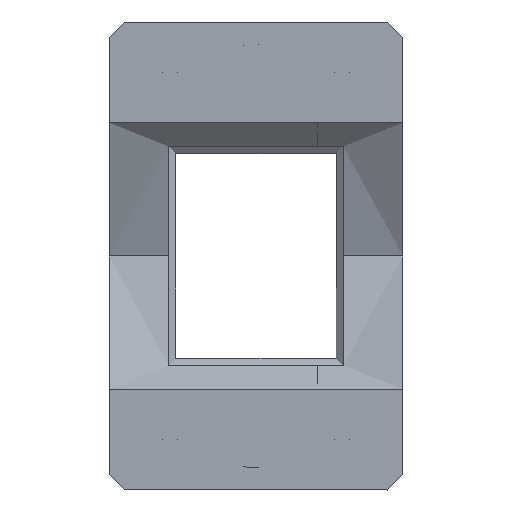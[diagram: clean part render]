
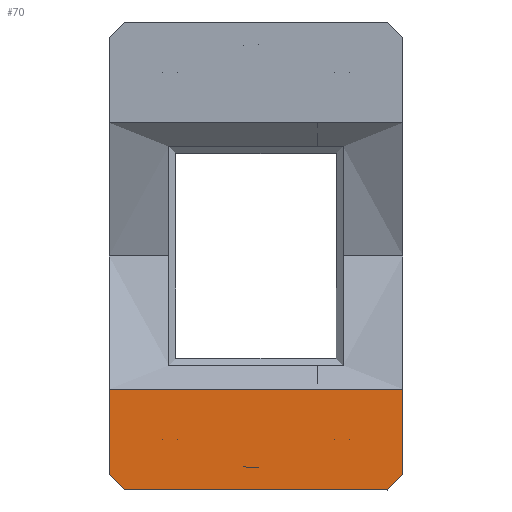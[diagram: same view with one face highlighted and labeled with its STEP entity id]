
A CAD part, top view. The second image highlights one B-rep face of the part: STEP entity #70.
In plain terms, the highlighted planar face has unit normal (0, 0, 1).
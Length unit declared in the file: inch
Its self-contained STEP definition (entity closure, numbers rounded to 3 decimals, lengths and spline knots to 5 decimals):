
#20=FACE_BOUND('',#181,.T.);
#21=FACE_BOUND('',#182,.T.);
#22=FACE_BOUND('',#183,.T.);
#70=ADVANCED_FACE('',(#122,#20,#21,#22),#940,.T.);
#122=FACE_OUTER_BOUND('',#180,.T.);
#180=EDGE_LOOP('',(#394,#395,#396,#397,#398,#399));
#181=EDGE_LOOP('',(#400,#401));
#182=EDGE_LOOP('',(#402,#403));
#183=EDGE_LOOP('',(#404,#405));
#394=ORIENTED_EDGE('',*,*,#550,.F.);
#395=ORIENTED_EDGE('',*,*,#548,.F.);
#396=ORIENTED_EDGE('',*,*,#626,.F.);
#397=ORIENTED_EDGE('',*,*,#545,.T.);
#398=ORIENTED_EDGE('',*,*,#547,.F.);
#399=ORIENTED_EDGE('',*,*,#542,.T.);
#400=ORIENTED_EDGE('',*,*,#519,.T.);
#401=ORIENTED_EDGE('',*,*,#632,.T.);
#402=ORIENTED_EDGE('',*,*,#522,.T.);
#403=ORIENTED_EDGE('',*,*,#635,.T.);
#404=ORIENTED_EDGE('',*,*,#629,.F.);
#405=ORIENTED_EDGE('',*,*,#516,.F.);
#516=EDGE_CURVE('',#807,#882,#646,.T.);
#519=EDGE_CURVE('',#808,#884,#649,.T.);
#522=EDGE_CURVE('',#810,#886,#652,.T.);
#542=EDGE_CURVE('',#828,#829,#733,.T.);
#545=EDGE_CURVE('',#830,#831,#736,.T.);
#547=EDGE_CURVE('',#828,#831,#667,.T.);
#548=EDGE_CURVE('',#832,#833,#738,.T.);
#550=EDGE_CURVE('',#833,#829,#668,.T.);
#626=EDGE_CURVE('',#830,#832,#792,.T.);
#629=EDGE_CURVE('',#882,#807,#693,.T.);
#632=EDGE_CURVE('',#884,#808,#696,.T.);
#635=EDGE_CURVE('',#886,#810,#699,.T.);
#646=(
BOUNDED_CURVE()
B_SPLINE_CURVE(2,(#1335,#1336,#1337,#1338,#1339),.UNSPECIFIED.,.F.,.F.)
B_SPLINE_CURVE_WITH_KNOTS((3,2,3),(-0.7854,-0.58905,
-0.3927),.UNSPECIFIED.)
CURVE()
GEOMETRIC_REPRESENTATION_ITEM()
RATIONAL_B_SPLINE_CURVE((1.,0.707,1.,0.707,1.))
REPRESENTATION_ITEM('')
);
#649=(
BOUNDED_CURVE()
B_SPLINE_CURVE(2,(#1347,#1348,#1349,#1350,#1351),.UNSPECIFIED.,.F.,.F.)
B_SPLINE_CURVE_WITH_KNOTS((3,2,3),(-0.7854,-0.58905,
-0.3927),.UNSPECIFIED.)
CURVE()
GEOMETRIC_REPRESENTATION_ITEM()
RATIONAL_B_SPLINE_CURVE((1.,0.707,1.,0.707,1.))
REPRESENTATION_ITEM('')
);
#652=(
BOUNDED_CURVE()
B_SPLINE_CURVE(2,(#1359,#1360,#1361,#1362,#1363),.UNSPECIFIED.,.F.,.F.)
B_SPLINE_CURVE_WITH_KNOTS((3,2,3),(0.,0.19635,0.3927),
 .UNSPECIFIED.)
CURVE()
GEOMETRIC_REPRESENTATION_ITEM()
RATIONAL_B_SPLINE_CURVE((1.,0.707,1.,0.707,1.))
REPRESENTATION_ITEM('')
);
#667=(
BOUNDED_CURVE()
B_SPLINE_CURVE(2,(#1433,#1434,#1435),.UNSPECIFIED.,.F.,.F.)
B_SPLINE_CURVE_WITH_KNOTS((3,3),(-0.3927,0.),.UNSPECIFIED.)
CURVE()
GEOMETRIC_REPRESENTATION_ITEM()
RATIONAL_B_SPLINE_CURVE((1.,0.707,1.))
REPRESENTATION_ITEM('')
);
#668=(
BOUNDED_CURVE()
B_SPLINE_CURVE(2,(#1440,#1441,#1442),.UNSPECIFIED.,.F.,.F.)
B_SPLINE_CURVE_WITH_KNOTS((3,3),(0.,0.3927),.UNSPECIFIED.)
CURVE()
GEOMETRIC_REPRESENTATION_ITEM()
RATIONAL_B_SPLINE_CURVE((1.,0.707,1.))
REPRESENTATION_ITEM('')
);
#693=(
BOUNDED_CURVE()
B_SPLINE_CURVE(2,(#1627,#1628,#1629,#1630,#1631),.UNSPECIFIED.,.F.,.F.)
B_SPLINE_CURVE_WITH_KNOTS((3,2,3),(-0.3927,-0.19635,
0.),.UNSPECIFIED.)
CURVE()
GEOMETRIC_REPRESENTATION_ITEM()
RATIONAL_B_SPLINE_CURVE((1.,0.707,1.,0.707,1.))
REPRESENTATION_ITEM('')
);
#696=(
BOUNDED_CURVE()
B_SPLINE_CURVE(2,(#1639,#1640,#1641,#1642,#1643),.UNSPECIFIED.,.F.,.F.)
B_SPLINE_CURVE_WITH_KNOTS((3,2,3),(-0.3927,-0.19635,
0.),.UNSPECIFIED.)
CURVE()
GEOMETRIC_REPRESENTATION_ITEM()
RATIONAL_B_SPLINE_CURVE((1.,0.707,1.,0.707,1.))
REPRESENTATION_ITEM('')
);
#699=(
BOUNDED_CURVE()
B_SPLINE_CURVE(2,(#1651,#1652,#1653,#1654,#1655),.UNSPECIFIED.,.F.,.F.)
B_SPLINE_CURVE_WITH_KNOTS((3,2,3),(0.3927,0.58905,
0.7854),.UNSPECIFIED.)
CURVE()
GEOMETRIC_REPRESENTATION_ITEM()
RATIONAL_B_SPLINE_CURVE((1.,0.707,1.,0.707,1.))
REPRESENTATION_ITEM('')
);
#733=B_SPLINE_CURVE_WITH_KNOTS('',1,(#1423,#1424),.UNSPECIFIED.,.F.,.F.,
(2,2),(-5.09615,-0.75),.UNSPECIFIED.);
#736=B_SPLINE_CURVE_WITH_KNOTS('',1,(#1429,#1430),.UNSPECIFIED.,.F.,.F.,
(2,2),(0.,0.77449),.UNSPECIFIED.);
#738=B_SPLINE_CURVE_WITH_KNOTS('',1,(#1436,#1437),.UNSPECIFIED.,.F.,.F.,
(2,2),(0.,0.77449),.UNSPECIFIED.);
#792=B_SPLINE_CURVE_WITH_KNOTS('',1,(#1621,#1622),.UNSPECIFIED.,.F.,.F.,
(2,2),(0.,4.84615),.UNSPECIFIED.);
#807=VERTEX_POINT('',#1212);
#808=VERTEX_POINT('',#1213);
#810=VERTEX_POINT('',#1215);
#828=VERTEX_POINT('',#1233);
#829=VERTEX_POINT('',#1234);
#830=VERTEX_POINT('',#1235);
#831=VERTEX_POINT('',#1236);
#832=VERTEX_POINT('',#1237);
#833=VERTEX_POINT('',#1238);
#882=VERTEX_POINT('',#1287);
#884=VERTEX_POINT('',#1289);
#886=VERTEX_POINT('',#1291);
#940=PLANE('',#1077);
#1077=AXIS2_PLACEMENT_3D('',#1187,#1132,$);
#1132=DIRECTION('',(0.,0.,1.));
#1187=CARTESIAN_POINT('',(17.36643,6.80315,-2.73858));
#1212=CARTESIAN_POINT('',(19.58777,5.52412,-2.73858));
#1213=CARTESIAN_POINT('',(18.49143,5.97315,-2.73858));
#1215=CARTESIAN_POINT('',(21.08758,5.97315,-2.73858));
#1233=CARTESIAN_POINT('',(17.61643,5.14315,-2.73858));
#1234=CARTESIAN_POINT('',(21.96258,5.14315,-2.73858));
#1235=CARTESIAN_POINT('',(17.36643,6.80315,-2.73858));
#1236=CARTESIAN_POINT('',(17.36643,5.39315,-2.73858));
#1237=CARTESIAN_POINT('',(22.21258,6.80315,-2.73858));
#1238=CARTESIAN_POINT('',(22.21258,5.39315,-2.73858));
#1287=CARTESIAN_POINT('',(19.83739,5.51037,-2.73858));
#1289=CARTESIAN_POINT('',(18.24143,5.97315,-2.73858));
#1291=CARTESIAN_POINT('',(21.33758,5.97315,-2.73858));
#1335=CARTESIAN_POINT('',(19.58777,5.52412,-2.73858));
#1336=CARTESIAN_POINT('',(19.58089,5.39931,-2.73858));
#1337=CARTESIAN_POINT('',(19.7057,5.39243,-2.73858));
#1338=CARTESIAN_POINT('',(19.83051,5.38556,-2.73858));
#1339=CARTESIAN_POINT('',(19.83739,5.51037,-2.73858));
#1347=CARTESIAN_POINT('',(18.49143,5.97315,-2.73858));
#1348=CARTESIAN_POINT('',(18.49143,5.84815,-2.73858));
#1349=CARTESIAN_POINT('',(18.36643,5.84815,-2.73858));
#1350=CARTESIAN_POINT('',(18.24143,5.84815,-2.73858));
#1351=CARTESIAN_POINT('',(18.24143,5.97315,-2.73858));
#1359=CARTESIAN_POINT('',(21.08758,5.97315,-2.73858));
#1360=CARTESIAN_POINT('',(21.08758,6.09815,-2.73858));
#1361=CARTESIAN_POINT('',(21.21258,6.09815,-2.73858));
#1362=CARTESIAN_POINT('',(21.33758,6.09815,-2.73858));
#1363=CARTESIAN_POINT('',(21.33758,5.97315,-2.73858));
#1423=CARTESIAN_POINT('',(17.61643,5.14315,-2.73858));
#1424=CARTESIAN_POINT('',(21.96258,5.14315,-2.73858));
#1429=CARTESIAN_POINT('',(17.36643,6.80315,-2.73858));
#1430=CARTESIAN_POINT('',(17.36643,5.39315,-2.73858));
#1433=CARTESIAN_POINT('',(17.61643,5.14315,-2.73858));
#1434=CARTESIAN_POINT('',(17.36643,5.14315,-2.73858));
#1435=CARTESIAN_POINT('',(17.36643,5.39315,-2.73858));
#1436=CARTESIAN_POINT('',(22.21258,6.80315,-2.73858));
#1437=CARTESIAN_POINT('',(22.21258,5.39315,-2.73858));
#1440=CARTESIAN_POINT('',(22.21258,5.39315,-2.73858));
#1441=CARTESIAN_POINT('',(22.21258,5.14315,-2.73858));
#1442=CARTESIAN_POINT('',(21.96258,5.14315,-2.73858));
#1621=CARTESIAN_POINT('',(17.36643,6.80315,-2.73858));
#1622=CARTESIAN_POINT('',(22.21258,6.80315,-2.73858));
#1627=CARTESIAN_POINT('',(19.83739,5.51037,-2.73858));
#1628=CARTESIAN_POINT('',(19.84426,5.63518,-2.73858));
#1629=CARTESIAN_POINT('',(19.71945,5.64205,-2.73858));
#1630=CARTESIAN_POINT('',(19.59464,5.64893,-2.73858));
#1631=CARTESIAN_POINT('',(19.58777,5.52412,-2.73858));
#1639=CARTESIAN_POINT('',(18.24143,5.97315,-2.73858));
#1640=CARTESIAN_POINT('',(18.24143,6.09815,-2.73858));
#1641=CARTESIAN_POINT('',(18.36643,6.09815,-2.73858));
#1642=CARTESIAN_POINT('',(18.49143,6.09815,-2.73858));
#1643=CARTESIAN_POINT('',(18.49143,5.97315,-2.73858));
#1651=CARTESIAN_POINT('',(21.33758,5.97315,-2.73858));
#1652=CARTESIAN_POINT('',(21.33758,5.84815,-2.73858));
#1653=CARTESIAN_POINT('',(21.21258,5.84815,-2.73858));
#1654=CARTESIAN_POINT('',(21.08758,5.84815,-2.73858));
#1655=CARTESIAN_POINT('',(21.08758,5.97315,-2.73858));
